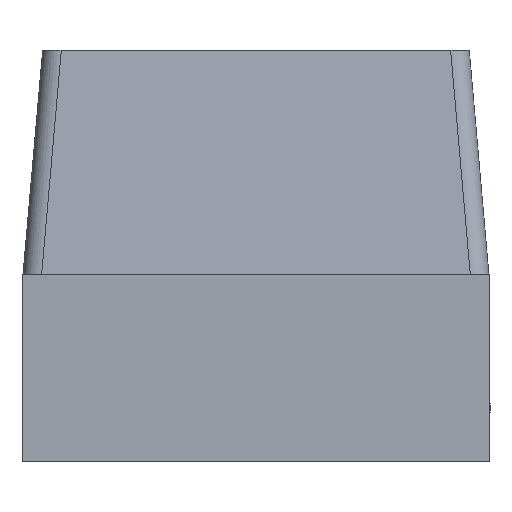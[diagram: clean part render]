
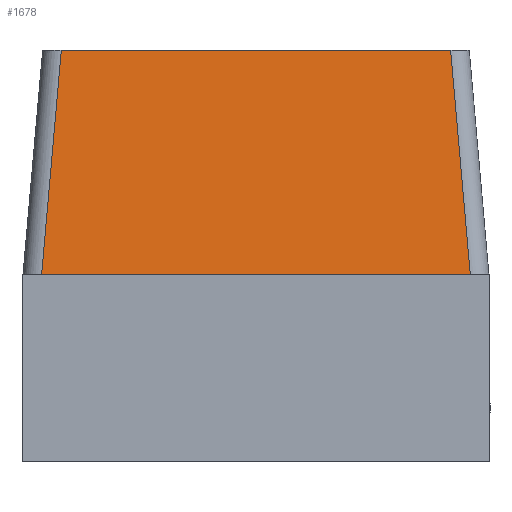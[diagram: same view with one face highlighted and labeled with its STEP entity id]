
A CAD part, left-side view. The second image highlights one B-rep face of the part: STEP entity #1678.
In plain terms, the highlighted planar face has unit normal (-0.996, 0, 0.087).
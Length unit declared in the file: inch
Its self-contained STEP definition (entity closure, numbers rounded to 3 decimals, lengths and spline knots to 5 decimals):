
#151 = CARTESIAN_POINT ( 'NONE',  ( -0.02756, -0.02461, 0.0185 ) ) ;
#271 = CARTESIAN_POINT ( 'NONE',  ( -0.02539, -0.02048, 0.04331 ) ) ;
#415 = CARTESIAN_POINT ( 'NONE',  ( -0.02737, -0.02245, 0.02071 ) ) ;
#430 = CARTESIAN_POINT ( 'NONE',  ( -0.02756, 0., 0.0185 ) ) ;
#478 = CARTESIAN_POINT ( 'NONE',  ( -0.02756, 0.02265, 0.0185 ) ) ;
#512 = EDGE_LOOP ( 'NONE', ( #2653, #4689, #970, #3204 ) ) ;
#630 = CARTESIAN_POINT ( 'NONE',  ( -0.02539, 0.02048, 0.04331 ) ) ;
#875 = DIRECTION ( 'NONE',  ( 0., -1., 0. ) ) ;
#970 = ORIENTED_EDGE ( 'NONE', *, *, #5551, .T. ) ;
#1002 = EDGE_CURVE ( 'NONE', #2265, #1676, #3191, .T. ) ;
#1137 = DIRECTION ( 'NONE',  ( 0., 1., 0. ) ) ;
#1165 = VECTOR ( 'NONE', #3268, 39.37008 ) ;
#1343 = CARTESIAN_POINT ( 'NONE',  ( -0.02756, -0.02265, 0.0185 ) ) ;
#1472 = PLANE ( 'NONE',  #2717 ) ;
#1490 = CARTESIAN_POINT ( 'NONE',  ( -0.02539, -0.02461, 0.04331 ) ) ;
#1676 = VERTEX_POINT ( 'NONE', #2339 ) ;
#1678 = ADVANCED_FACE ( 'NONE', ( #3658 ), #1472, .T. ) ;
#2265 = VERTEX_POINT ( 'NONE', #271 ) ;
#2339 = CARTESIAN_POINT ( 'NONE',  ( -0.02539, 0.02048, 0.04331 ) ) ;
#2415 = LINE ( 'NONE', #430, #2893 ) ;
#2511 = VECTOR ( 'NONE', #4377, 39.37008 ) ;
#2648 = EDGE_CURVE ( 'NONE', #4412, #4959, #2415, .T. ) ;
#2653 = ORIENTED_EDGE ( 'NONE', *, *, #4863, .F. ) ;
#2717 = AXIS2_PLACEMENT_3D ( 'NONE', #151, #2787, #5421 ) ;
#2787 = DIRECTION ( 'NONE',  ( -0.996, 0., 0.087 ) ) ;
#2893 = VECTOR ( 'NONE', #875, 39.37008 ) ;
#3191 = LINE ( 'NONE', #1490, #4223 ) ;
#3204 = ORIENTED_EDGE ( 'NONE', *, *, #2648, .T. ) ;
#3268 = DIRECTION ( 'NONE',  ( -0.087, 0.087, -0.992 ) ) ;
#3475 = LINE ( 'NONE', #630, #1165 ) ;
#3658 = FACE_OUTER_BOUND ( 'NONE', #512, .T. ) ;
#3690 = LINE ( 'NONE', #415, #2511 ) ;
#4223 = VECTOR ( 'NONE', #1137, 39.37008 ) ;
#4377 = DIRECTION ( 'NONE',  ( -0.087, -0.087, -0.992 ) ) ;
#4412 = VERTEX_POINT ( 'NONE', #478 ) ;
#4689 = ORIENTED_EDGE ( 'NONE', *, *, #1002, .T. ) ;
#4863 = EDGE_CURVE ( 'NONE', #2265, #4959, #3690, .T. ) ;
#4959 = VERTEX_POINT ( 'NONE', #1343 ) ;
#5421 = DIRECTION ( 'NONE',  ( 0.087, 0., 0.996 ) ) ;
#5551 = EDGE_CURVE ( 'NONE', #1676, #4412, #3475, .T. ) ;
